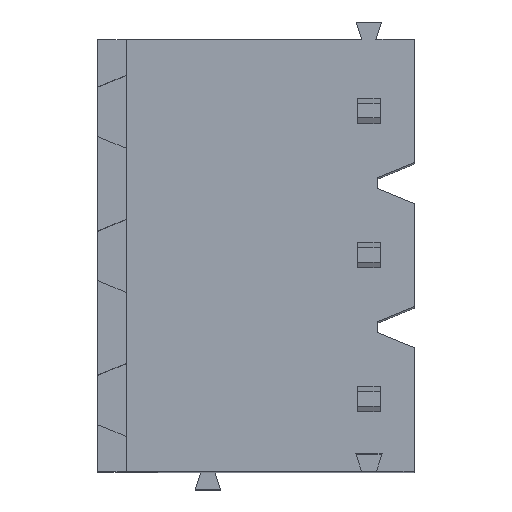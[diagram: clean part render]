
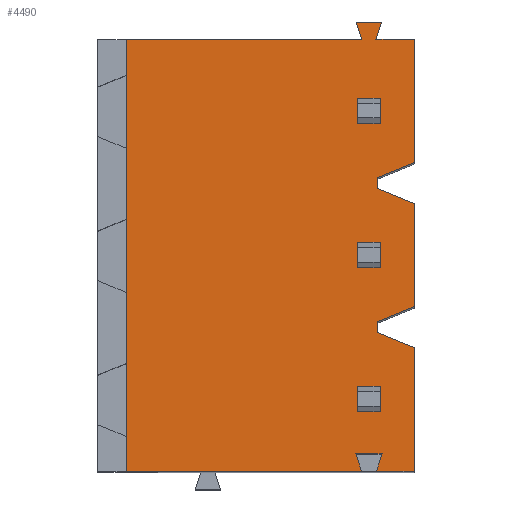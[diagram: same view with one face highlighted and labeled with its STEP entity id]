
A CAD part, top view. The second image highlights one B-rep face of the part: STEP entity #4490.
In plain terms, the highlighted planar face has unit normal (0, 0, 1).
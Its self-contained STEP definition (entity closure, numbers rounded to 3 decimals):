
#163=DIRECTION('',(1.,0.,0.));
#164=VECTOR('',#163,8.295);
#165=CARTESIAN_POINT('',(-10.16,-2.54,0.));
#166=LINE('',#165,#164);
#179=DIRECTION('',(1.,0.,0.));
#180=VECTOR('',#179,1.335);
#181=CARTESIAN_POINT('',(-1.335,-2.54,0.));
#182=LINE('',#181,#180);
#1233=DIRECTION('',(0.,1.,0.));
#1234=VECTOR('',#1233,0.38);
#1235=CARTESIAN_POINT('',(-1.312,7.43,0.));
#1236=LINE('',#1235,#1234);
#1245=DIRECTION('',(-1.,0.,0.));
#1246=VECTOR('',#1245,0.8);
#1247=CARTESIAN_POINT('',(-1.2,9.71,0.));
#1248=LINE('',#1247,#1246);
#1249=DIRECTION('',(0.,1.,0.));
#1250=VECTOR('',#1249,0.9);
#1251=CARTESIAN_POINT('',(-1.2,9.71,0.));
#1252=LINE('',#1251,#1250);
#1253=DIRECTION('',(-1.,0.,0.));
#1254=VECTOR('',#1253,0.8);
#1255=CARTESIAN_POINT('',(-1.2,10.61,0.));
#1256=LINE('',#1255,#1254);
#1257=DIRECTION('',(0.,1.,0.));
#1258=VECTOR('',#1257,0.9);
#1259=CARTESIAN_POINT('',(-2.,9.71,0.));
#1260=LINE('',#1259,#1258);
#1261=DIRECTION('',(-1.,0.,0.));
#1262=VECTOR('',#1261,0.8);
#1263=CARTESIAN_POINT('',(-1.2,4.63,0.));
#1264=LINE('',#1263,#1262);
#1265=DIRECTION('',(0.,1.,0.));
#1266=VECTOR('',#1265,0.9);
#1267=CARTESIAN_POINT('',(-1.2,4.63,0.));
#1268=LINE('',#1267,#1266);
#1269=DIRECTION('',(-1.,0.,0.));
#1270=VECTOR('',#1269,0.8);
#1271=CARTESIAN_POINT('',(-1.2,5.53,0.));
#1272=LINE('',#1271,#1270);
#1273=DIRECTION('',(0.,1.,0.));
#1274=VECTOR('',#1273,0.9);
#1275=CARTESIAN_POINT('',(-2.,4.63,0.));
#1276=LINE('',#1275,#1274);
#1277=DIRECTION('',(-1.,0.,0.));
#1278=VECTOR('',#1277,0.8);
#1279=CARTESIAN_POINT('',(-1.2,-0.45,0.));
#1280=LINE('',#1279,#1278);
#1281=DIRECTION('',(0.,1.,0.));
#1282=VECTOR('',#1281,0.9);
#1283=CARTESIAN_POINT('',(-1.2,-0.45,0.));
#1284=LINE('',#1283,#1282);
#1285=DIRECTION('',(-1.,0.,0.));
#1286=VECTOR('',#1285,0.8);
#1287=CARTESIAN_POINT('',(-1.2,0.45,0.));
#1288=LINE('',#1287,#1286);
#1289=DIRECTION('',(0.,1.,0.));
#1290=VECTOR('',#1289,0.9);
#1291=CARTESIAN_POINT('',(-2.,-0.45,0.));
#1292=LINE('',#1291,#1290);
#1293=DIRECTION('',(0.316,-0.949,0.));
#1294=VECTOR('',#1293,0.632);
#1295=CARTESIAN_POINT('',(-2.05,13.3,0.));
#1296=LINE('',#1295,#1294);
#1297=DIRECTION('',(0.316,0.949,0.));
#1298=VECTOR('',#1297,0.632);
#1299=CARTESIAN_POINT('',(-1.35,12.7,0.));
#1300=LINE('',#1299,#1298);
#1301=DIRECTION('',(0.,-1.,0.));
#1302=VECTOR('',#1301,4.351);
#1303=CARTESIAN_POINT('',(0.,12.7,0.));
#1304=LINE('',#1303,#1302);
#1305=DIRECTION('',(-0.925,-0.38,0.));
#1306=VECTOR('',#1305,1.419);
#1307=CARTESIAN_POINT('',(0.,8.349,0.));
#1308=LINE('',#1307,#1306);
#1309=DIRECTION('',(0.925,-0.38,0.));
#1310=VECTOR('',#1309,1.419);
#1311=CARTESIAN_POINT('',(-1.312,7.43,0.));
#1312=LINE('',#1311,#1310);
#1313=DIRECTION('',(0.,-1.,0.));
#1314=VECTOR('',#1313,3.621);
#1315=CARTESIAN_POINT('',(0.,6.891,0.));
#1316=LINE('',#1315,#1314);
#1317=DIRECTION('',(-0.925,-0.38,0.));
#1318=VECTOR('',#1317,1.419);
#1319=CARTESIAN_POINT('',(0.,3.269,0.));
#1320=LINE('',#1319,#1318);
#1321=DIRECTION('',(0.925,-0.38,0.));
#1322=VECTOR('',#1321,1.419);
#1323=CARTESIAN_POINT('',(-1.312,2.35,0.));
#1324=LINE('',#1323,#1322);
#1325=DIRECTION('',(0.,-1.,0.));
#1326=VECTOR('',#1325,4.351);
#1327=CARTESIAN_POINT('',(0.,1.811,0.));
#1328=LINE('',#1327,#1326);
#1329=DIRECTION('',(0.307,0.952,0.));
#1330=VECTOR('',#1329,0.651);
#1331=CARTESIAN_POINT('',(-1.335,-2.54,0.));
#1332=LINE('',#1331,#1330);
#1333=DIRECTION('',(-1.,0.,0.));
#1334=VECTOR('',#1333,0.93);
#1335=CARTESIAN_POINT('',(-1.135,-1.92,0.));
#1336=LINE('',#1335,#1334);
#1337=DIRECTION('',(0.307,-0.952,0.));
#1338=VECTOR('',#1337,0.651);
#1339=CARTESIAN_POINT('',(-2.065,-1.92,0.));
#1340=LINE('',#1339,#1338);
#1521=DIRECTION('',(0.,-1.,0.));
#1522=VECTOR('',#1521,15.24);
#1523=CARTESIAN_POINT('',(-10.16,12.7,0.));
#1524=LINE('',#1523,#1522);
#1725=DIRECTION('',(-1.,0.,0.));
#1726=VECTOR('',#1725,1.35);
#1727=CARTESIAN_POINT('',(0.,12.7,0.));
#1728=LINE('',#1727,#1726);
#1741=DIRECTION('',(-1.,0.,0.));
#1742=VECTOR('',#1741,8.31);
#1743=CARTESIAN_POINT('',(-1.85,12.7,0.));
#1744=LINE('',#1743,#1742);
#1859=DIRECTION('',(1.,0.,0.));
#1860=VECTOR('',#1859,0.9);
#1861=CARTESIAN_POINT('',(-2.05,13.3,0.));
#1862=LINE('',#1861,#1860);
#2225=DIRECTION('',(0.,1.,0.));
#2226=VECTOR('',#2225,0.38);
#2227=CARTESIAN_POINT('',(-1.312,2.35,0.));
#2228=LINE('',#2227,#2226);
#2359=CARTESIAN_POINT('',(0.,-2.54,0.));
#2360=VERTEX_POINT('',#2359);
#2373=CARTESIAN_POINT('',(-10.16,-2.54,0.));
#2374=VERTEX_POINT('',#2373);
#2447=CARTESIAN_POINT('',(-1.335,-2.54,0.));
#2448=VERTEX_POINT('',#2447);
#2449=CARTESIAN_POINT('',(-1.865,-2.54,0.));
#2450=VERTEX_POINT('',#2449);
#2451=CARTESIAN_POINT('',(-1.135,-1.92,0.));
#2452=VERTEX_POINT('',#2451);
#2453=CARTESIAN_POINT('',(-2.065,-1.92,0.));
#2454=VERTEX_POINT('',#2453);
#2471=CARTESIAN_POINT('',(0.,1.811,0.));
#2473=VERTEX_POINT('',#2471);
#2475=CARTESIAN_POINT('',(-1.312,2.35,0.));
#2476=VERTEX_POINT('',#2475);
#2521=CARTESIAN_POINT('',(-1.2,-0.45,0.));
#2522=CARTESIAN_POINT('',(-2.,-0.45,0.));
#2523=VERTEX_POINT('',#2521);
#2524=VERTEX_POINT('',#2522);
#2525=CARTESIAN_POINT('',(-1.2,0.45,0.));
#2526=CARTESIAN_POINT('',(-2.,0.45,0.));
#2527=VERTEX_POINT('',#2525);
#2528=VERTEX_POINT('',#2526);
#2545=CARTESIAN_POINT('',(0.,3.269,0.));
#2547=VERTEX_POINT('',#2545);
#2549=CARTESIAN_POINT('',(-1.312,2.73,0.));
#2550=VERTEX_POINT('',#2549);
#2553=CARTESIAN_POINT('',(-1.312,7.43,0.));
#2555=VERTEX_POINT('',#2553);
#2557=CARTESIAN_POINT('',(0.,6.891,0.));
#2559=VERTEX_POINT('',#2557);
#2691=CARTESIAN_POINT('',(-1.2,4.63,0.));
#2692=CARTESIAN_POINT('',(-2.,4.63,0.));
#2693=VERTEX_POINT('',#2691);
#2694=VERTEX_POINT('',#2692);
#2695=CARTESIAN_POINT('',(-1.2,5.53,0.));
#2696=CARTESIAN_POINT('',(-2.,5.53,0.));
#2697=VERTEX_POINT('',#2695);
#2698=VERTEX_POINT('',#2696);
#2731=CARTESIAN_POINT('',(-1.312,7.81,0.));
#2733=VERTEX_POINT('',#2731);
#2735=CARTESIAN_POINT('',(0.,8.349,0.));
#2737=VERTEX_POINT('',#2735);
#2843=CARTESIAN_POINT('',(0.,12.7,0.));
#2844=VERTEX_POINT('',#2843);
#2851=CARTESIAN_POINT('',(-10.16,12.7,0.));
#2852=VERTEX_POINT('',#2851);
#2861=CARTESIAN_POINT('',(-1.35,12.7,0.));
#2862=VERTEX_POINT('',#2861);
#2863=CARTESIAN_POINT('',(-1.85,12.7,0.));
#2864=VERTEX_POINT('',#2863);
#2907=CARTESIAN_POINT('',(-1.2,9.71,0.));
#2908=CARTESIAN_POINT('',(-2.,9.71,0.));
#2909=VERTEX_POINT('',#2907);
#2910=VERTEX_POINT('',#2908);
#2911=CARTESIAN_POINT('',(-1.2,10.61,0.));
#2912=CARTESIAN_POINT('',(-2.,10.61,0.));
#2913=VERTEX_POINT('',#2911);
#2914=VERTEX_POINT('',#2912);
#2931=CARTESIAN_POINT('',(-2.05,13.3,0.));
#2932=CARTESIAN_POINT('',(-1.15,13.3,0.));
#2933=VERTEX_POINT('',#2931);
#2934=VERTEX_POINT('',#2932);
#4416=CARTESIAN_POINT('',(-10.16,-2.54,0.));
#4417=DIRECTION('',(0.,0.,1.));
#4418=DIRECTION('',(1.,0.,0.));
#4419=AXIS2_PLACEMENT_3D('',#4416,#4417,#4418);
#4420=PLANE('',#4419);
#4422=ORIENTED_EDGE('',*,*,#4421,.F.);
#4424=ORIENTED_EDGE('',*,*,#4423,.F.);
#4426=ORIENTED_EDGE('',*,*,#4425,.F.);
#4428=ORIENTED_EDGE('',*,*,#4427,.T.);
#4430=ORIENTED_EDGE('',*,*,#4429,.F.);
#4432=ORIENTED_EDGE('',*,*,#4431,.F.);
#4434=ORIENTED_EDGE('',*,*,#4433,.T.);
#4436=ORIENTED_EDGE('',*,*,#4435,.T.);
#4437=ORIENTED_EDGE('',*,*,#4406,.F.);
#4439=ORIENTED_EDGE('',*,*,#4438,.T.);
#4441=ORIENTED_EDGE('',*,*,#4440,.T.);
#4443=ORIENTED_EDGE('',*,*,#4442,.T.);
#4445=ORIENTED_EDGE('',*,*,#4444,.F.);
#4447=ORIENTED_EDGE('',*,*,#4446,.T.);
#4449=ORIENTED_EDGE('',*,*,#4448,.T.);
#4450=ORIENTED_EDGE('',*,*,#2976,.F.);
#4452=ORIENTED_EDGE('',*,*,#4451,.T.);
#4454=ORIENTED_EDGE('',*,*,#4453,.T.);
#4456=ORIENTED_EDGE('',*,*,#4455,.T.);
#4457=ORIENTED_EDGE('',*,*,#2968,.F.);
#4458=EDGE_LOOP('',(#4422,#4424,#4426,#4428,#4430,#4432,#4434,#4436,#4437,#4439,
#4441,#4443,#4445,#4447,#4449,#4450,#4452,#4454,#4456,#4457));
#4459=FACE_OUTER_BOUND('',#4458,.F.);
#4461=ORIENTED_EDGE('',*,*,#4460,.F.);
#4463=ORIENTED_EDGE('',*,*,#4462,.T.);
#4465=ORIENTED_EDGE('',*,*,#4464,.T.);
#4467=ORIENTED_EDGE('',*,*,#4466,.F.);
#4468=EDGE_LOOP('',(#4461,#4463,#4465,#4467));
#4469=FACE_BOUND('',#4468,.F.);
#4471=ORIENTED_EDGE('',*,*,#4470,.F.);
#4473=ORIENTED_EDGE('',*,*,#4472,.T.);
#4475=ORIENTED_EDGE('',*,*,#4474,.T.);
#4477=ORIENTED_EDGE('',*,*,#4476,.F.);
#4478=EDGE_LOOP('',(#4471,#4473,#4475,#4477));
#4479=FACE_BOUND('',#4478,.F.);
#4481=ORIENTED_EDGE('',*,*,#4480,.F.);
#4483=ORIENTED_EDGE('',*,*,#4482,.T.);
#4485=ORIENTED_EDGE('',*,*,#4484,.T.);
#4487=ORIENTED_EDGE('',*,*,#4486,.F.);
#4488=EDGE_LOOP('',(#4481,#4483,#4485,#4487));
#4489=FACE_BOUND('',#4488,.F.);
#4490=ADVANCED_FACE('',(#4459,#4469,#4479,#4489),#4420,.T.);
#2968=EDGE_CURVE('',#2374,#2450,#166,.T.);
#2976=EDGE_CURVE('',#2448,#2360,#182,.T.);
#4406=EDGE_CURVE('',#2555,#2733,#1236,.T.);
#4421=EDGE_CURVE('',#2852,#2374,#1524,.T.);
#4423=EDGE_CURVE('',#2864,#2852,#1744,.T.);
#4425=EDGE_CURVE('',#2933,#2864,#1296,.T.);
#4427=EDGE_CURVE('',#2933,#2934,#1862,.T.);
#4429=EDGE_CURVE('',#2862,#2934,#1300,.T.);
#4431=EDGE_CURVE('',#2844,#2862,#1728,.T.);
#4433=EDGE_CURVE('',#2844,#2737,#1304,.T.);
#4435=EDGE_CURVE('',#2737,#2733,#1308,.T.);
#4438=EDGE_CURVE('',#2555,#2559,#1312,.T.);
#4440=EDGE_CURVE('',#2559,#2547,#1316,.T.);
#4442=EDGE_CURVE('',#2547,#2550,#1320,.T.);
#4444=EDGE_CURVE('',#2476,#2550,#2228,.T.);
#4446=EDGE_CURVE('',#2476,#2473,#1324,.T.);
#4448=EDGE_CURVE('',#2473,#2360,#1328,.T.);
#4451=EDGE_CURVE('',#2448,#2452,#1332,.T.);
#4453=EDGE_CURVE('',#2452,#2454,#1336,.T.);
#4455=EDGE_CURVE('',#2454,#2450,#1340,.T.);
#4460=EDGE_CURVE('',#2693,#2694,#1264,.T.);
#4462=EDGE_CURVE('',#2693,#2697,#1268,.T.);
#4464=EDGE_CURVE('',#2697,#2698,#1272,.T.);
#4466=EDGE_CURVE('',#2694,#2698,#1276,.T.);
#4470=EDGE_CURVE('',#2523,#2524,#1280,.T.);
#4472=EDGE_CURVE('',#2523,#2527,#1284,.T.);
#4474=EDGE_CURVE('',#2527,#2528,#1288,.T.);
#4476=EDGE_CURVE('',#2524,#2528,#1292,.T.);
#4480=EDGE_CURVE('',#2909,#2910,#1248,.T.);
#4482=EDGE_CURVE('',#2909,#2913,#1252,.T.);
#4484=EDGE_CURVE('',#2913,#2914,#1256,.T.);
#4486=EDGE_CURVE('',#2910,#2914,#1260,.T.);
